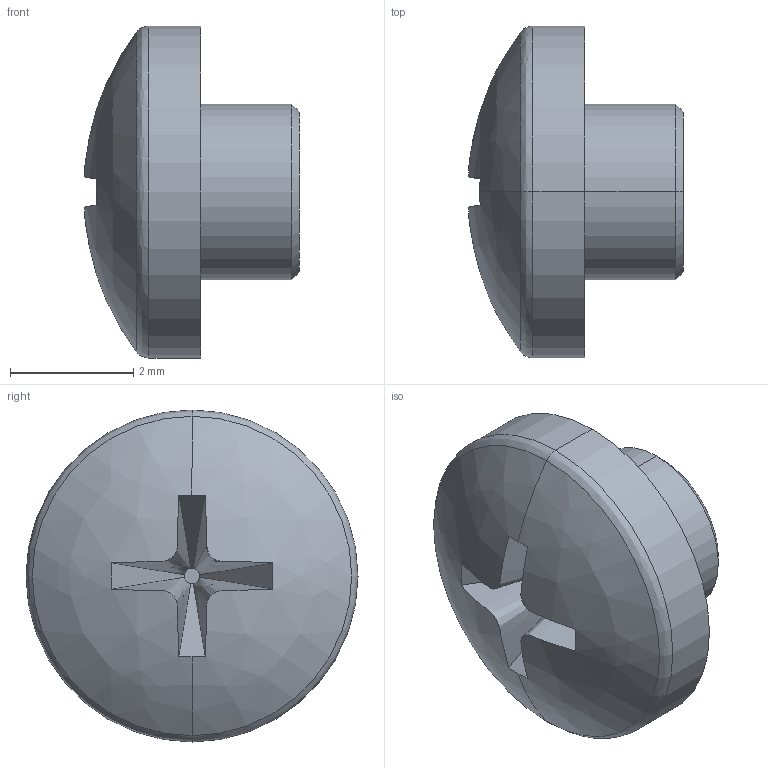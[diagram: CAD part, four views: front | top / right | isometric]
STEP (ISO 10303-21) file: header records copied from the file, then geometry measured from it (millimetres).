
FILE_DESCRIPTION (( 'STEP AP203' ), '1' );
FILE_NAME ('PE71S6492_3D.STEP', '2022-05-05T16:44:28', ( '' ), ( '' ), 'SwSTEP 2.0', 'SolidWorks 2021', '' );
FILE_SCHEMA (( 'CONFIG_CONTROL_DESIGN' ));
Length unit declared in the file: inch
Products named in the file (2): PE71S6492_3D; A12075Y04_-401_1^PE71S6492
Assembly tree (1 placements, depth 2):
  PE71S6492_3D
    A12075Y04_-401_1^PE71S6492
Bounding box: 3.48 x 5.38 x 5.38 mm (x, y, z)
Volume: 41.6 mm3; surface area: 85.3 mm2
Topology: 1 solids, 1 shells, 22 faces, 51 edges, 32 vertices
Faces by surface type: bspline 13, cylinder 4, plane 3, cone 2
Entity records: 1233 total; most frequent: CARTESIAN_POINT 602, ORIENTED_EDGE 102, DIRECTION 73, EDGE_CURVE 51, VERTEX_POINT 32, AXIS2_PLACEMENT_3D 29, EDGE_LOOP 23, FACE_OUTER_BOUND 22
